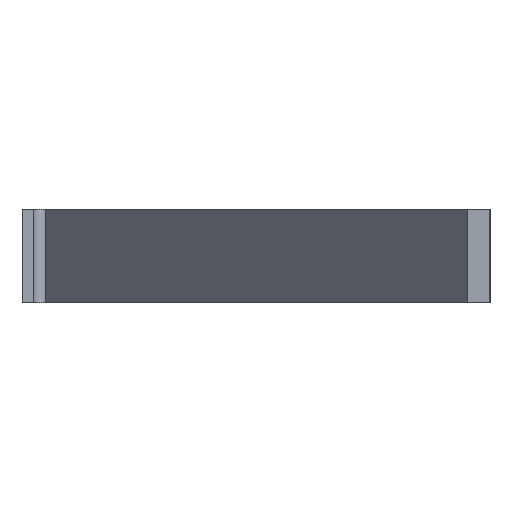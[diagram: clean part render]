
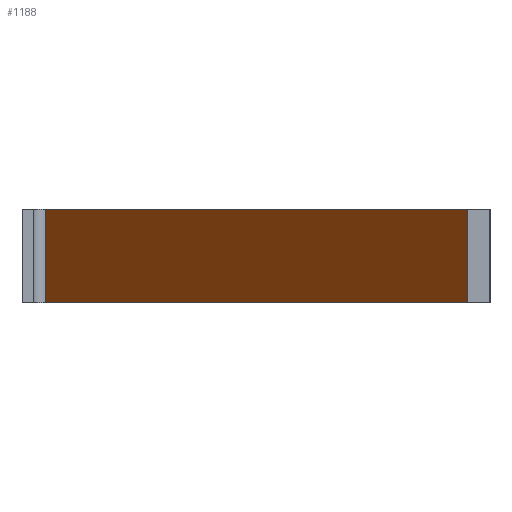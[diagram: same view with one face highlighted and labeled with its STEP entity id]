
A CAD part, left-side view. The second image highlights one B-rep face of the part: STEP entity #1188.
In plain terms, the highlighted planar face has unit normal (-0.609, 0.793, 0).
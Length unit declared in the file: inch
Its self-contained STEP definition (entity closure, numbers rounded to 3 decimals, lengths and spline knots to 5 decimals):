
#54=PLANE('',#1302);
#105=FACE_OUTER_BOUND('',#174,.T.);
#174=EDGE_LOOP('',(#979,#980,#981,#982));
#228=LINE('',#1751,#353);
#276=LINE('',#1884,#401);
#303=LINE('',#1950,#428);
#304=LINE('',#1951,#429);
#353=VECTOR('',#1400,0.3937);
#401=VECTOR('',#1510,0.3937);
#428=VECTOR('',#1579,0.3937);
#429=VECTOR('',#1580,0.3937);
#534=VERTEX_POINT('',#1748);
#535=VERTEX_POINT('',#1750);
#588=VERTEX_POINT('',#1881);
#607=VERTEX_POINT('',#1949);
#652=EDGE_CURVE('',#534,#535,#228,.T.);
#719=EDGE_CURVE('',#534,#588,#276,.T.);
#752=EDGE_CURVE('',#607,#588,#303,.T.);
#753=EDGE_CURVE('',#607,#535,#304,.T.);
#979=ORIENTED_EDGE('',*,*,#719,.T.);
#980=ORIENTED_EDGE('',*,*,#752,.F.);
#981=ORIENTED_EDGE('',*,*,#753,.T.);
#982=ORIENTED_EDGE('',*,*,#652,.F.);
#1188=ADVANCED_FACE('',(#105),#54,.T.);
#1302=AXIS2_PLACEMENT_3D('',#1948,#1577,#1578);
#1400=DIRECTION('',(-0.793,-0.609,0.));
#1510=DIRECTION('',(0.,0.,-1.));
#1577=DIRECTION('center_axis',(-0.609,0.793,0.));
#1578=DIRECTION('ref_axis',(0.793,0.609,0.));
#1579=DIRECTION('',(0.793,0.609,0.));
#1580=DIRECTION('',(0.,0.,1.));
#1748=CARTESIAN_POINT('',(-2.73883,0.75,4.56132));
#1750=CARTESIAN_POINT('',(-5.6768,-1.50439,4.56132));
#1751=CARTESIAN_POINT('',(-1.76141,1.5,4.56132));
#1881=CARTESIAN_POINT('',(-2.73883,0.75,4.06132));
#1884=CARTESIAN_POINT('',(-2.73883,0.75,4.43632));
#1948=CARTESIAN_POINT('Origin',(-6.00968,-1.75981,4.31132));
#1949=CARTESIAN_POINT('',(-5.6768,-1.50439,4.06132));
#1950=CARTESIAN_POINT('',(-2.1,1.24019,4.06132));
#1951=CARTESIAN_POINT('',(-5.6768,-1.50439,4.31132));
